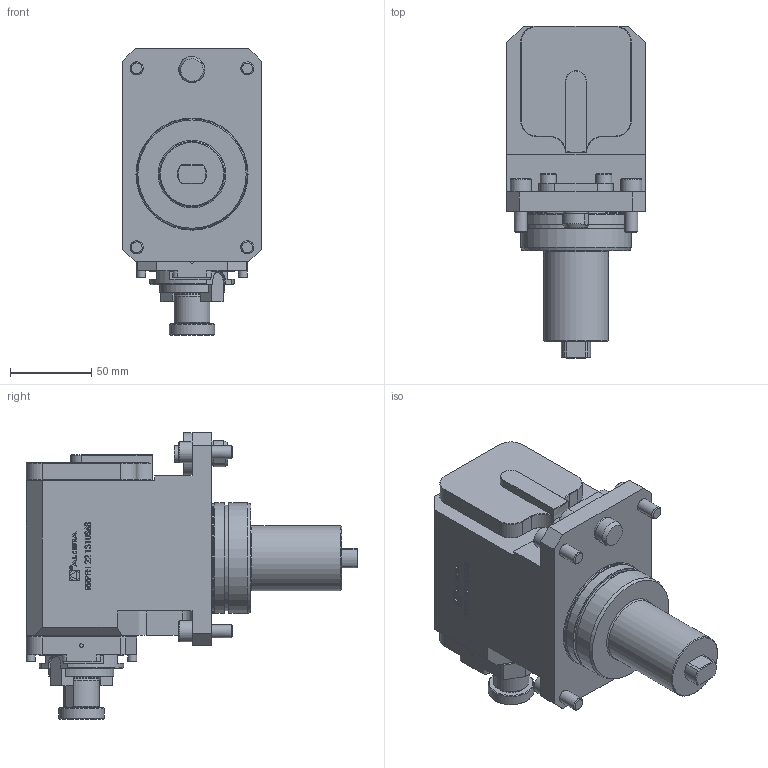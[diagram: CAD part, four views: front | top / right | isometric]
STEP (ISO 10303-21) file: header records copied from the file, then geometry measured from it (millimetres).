
FILE_DESCRIPTION (( 'STEP AP214' ), '1' );
FILE_NAME ('RRPFH22131US68.STEP', '2026-02-13T07:53:34', ( '' ), ( '' ), 'SwSTEP 2.0', 'SolidWorks 2023', '' );
FILE_SCHEMA (( 'AUTOMOTIVE_DESIGN' ));
Length unit declared in the file: millimetre
Products named in the file (1): RRPFH22131US68
Bounding box: 85 x 204 x 176 mm (x, y, z)
Volume: 1241297.7 mm3; surface area: 94582.6 mm2
Topology: 1 solids, 1 shells, 597 faces, 1530 edges, 996 vertices
Faces by surface type: plane 362, bspline 99, cylinder 85, cone 41, torus 10
Full cylindrical faces by diameter (mm): 1.7 x1, 2.1 x1, 6.366 x1, 8 x4, 10 x2, 13 x4, 15.2 x1, 28 x1, 40 x1, 52 x1, 65 x1, 67.601 x1, 68 x2
Entity records: 26029 total; most frequent: CARTESIAN_POINT 9015, ORIENTED_EDGE 2940, DIRECTION 2450, EDGE_CURVE 1470, VECTOR 996, LINE 996, VERTEX_POINT 980, AXIS2_PLACEMENT_3D 727
